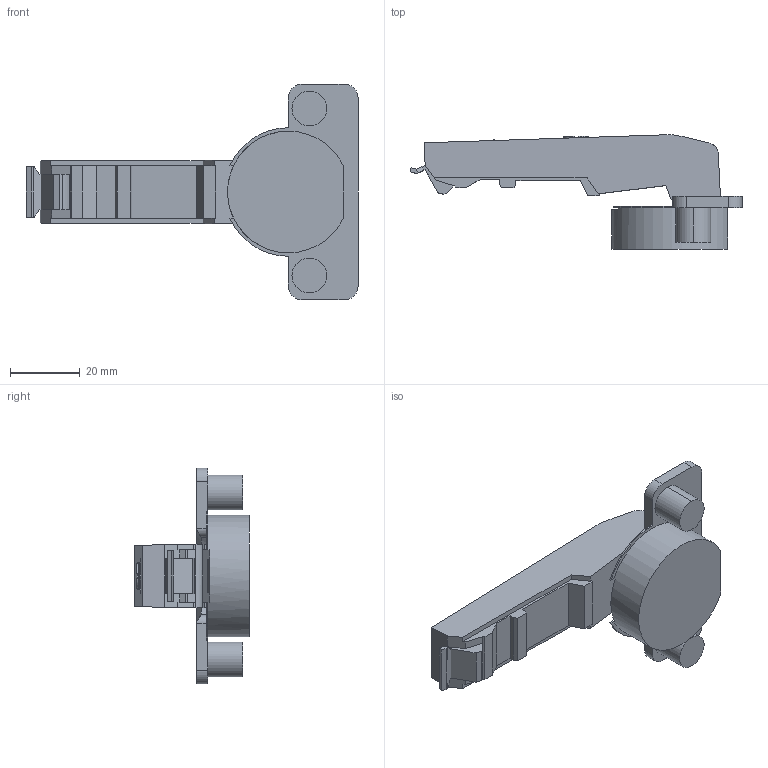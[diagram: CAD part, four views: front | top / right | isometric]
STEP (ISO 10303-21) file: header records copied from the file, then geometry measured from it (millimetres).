
FILE_DESCRIPTION((''),'2;1');
FILE_NAME('702-0D37-SD3DCL','2022-11-09T08:53:30',('marino.prodan'),('Audax d.o.o.'),'CREO PARAMETRIC BY PTC INC, 2021304','CREO PARAMETRIC BY PTC INC, 2021304','');
FILE_SCHEMA(('AUTOMOTIVE_DESIGN { 1 0 10303 214 1 1 1 1 }'));
Length unit declared in the file: millimetre
Products named in the file (1): 702-0D37-SD3DCL
Bounding box: 95.47 x 32.89 x 62.1 mm (x, y, z)
Volume: 32808.7 mm3; surface area: 15535.7 mm2
Topology: 1 solids, 1 shells, 234 faces, 682 edges, 460 vertices
Faces by surface type: plane 170, cylinder 52, cone 6, sphere 4, torus 2
Entity records: 10325 total; most frequent: CARTESIAN_POINT 1532, ORIENTED_EDGE 1364, DIRECTION 1275, PRESENTATION_STYLE_ASSIGNMENT 683, STYLED_ITEM 683, CURVE_STYLE 682, EDGE_CURVE 682, VECTOR 505
